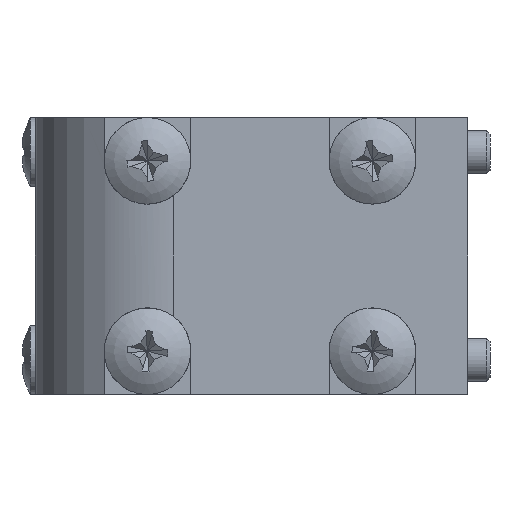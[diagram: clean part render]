
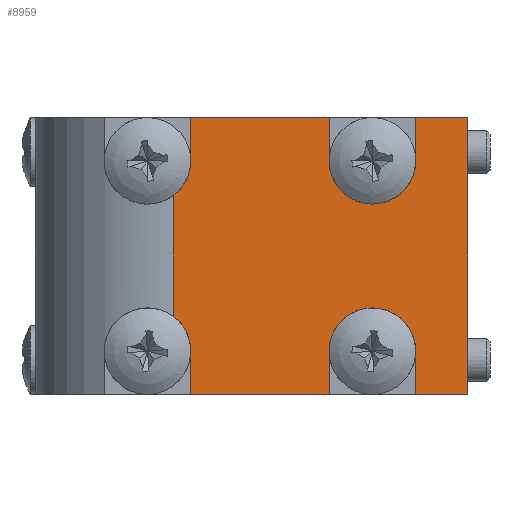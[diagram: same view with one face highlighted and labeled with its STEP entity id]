
A CAD part, left-side view. The second image highlights one B-rep face of the part: STEP entity #8959.
In plain terms, the highlighted planar face has unit normal (-1, 0, 0).
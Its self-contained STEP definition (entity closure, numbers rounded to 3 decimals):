
#346=LINE('',#13125,#736);
#347=LINE('',#13130,#737);
#348=LINE('',#13132,#738);
#349=LINE('',#13134,#739);
#350=LINE('',#13138,#740);
#351=LINE('',#13142,#741);
#352=LINE('',#13144,#742);
#353=LINE('',#13146,#743);
#354=LINE('',#13150,#744);
#355=LINE('',#13152,#745);
#356=LINE('',#13154,#746);
#357=LINE('',#13156,#747);
#736=VECTOR('',#11248,1000.);
#737=VECTOR('',#11251,1000.);
#738=VECTOR('',#11252,1000.);
#739=VECTOR('',#11253,1000.);
#740=VECTOR('',#11256,1000.);
#741=VECTOR('',#11259,1000.);
#742=VECTOR('',#11260,1000.);
#743=VECTOR('',#11261,1000.);
#744=VECTOR('',#11264,1000.);
#745=VECTOR('',#11265,1000.);
#746=VECTOR('',#11266,1000.);
#747=VECTOR('',#11267,1000.);
#1912=ORIENTED_EDGE('',*,*,#3061,.T.);
#1913=ORIENTED_EDGE('',*,*,#3062,.T.);
#1914=ORIENTED_EDGE('',*,*,#3063,.T.);
#1915=ORIENTED_EDGE('',*,*,#3064,.F.);
#1916=ORIENTED_EDGE('',*,*,#3065,.T.);
#1917=ORIENTED_EDGE('',*,*,#3066,.T.);
#1918=ORIENTED_EDGE('',*,*,#3067,.T.);
#1919=ORIENTED_EDGE('',*,*,#3068,.T.);
#1920=ORIENTED_EDGE('',*,*,#3069,.F.);
#1921=ORIENTED_EDGE('',*,*,#3070,.T.);
#1922=ORIENTED_EDGE('',*,*,#3071,.F.);
#1923=ORIENTED_EDGE('',*,*,#3072,.T.);
#1924=ORIENTED_EDGE('',*,*,#3073,.F.);
#1925=ORIENTED_EDGE('',*,*,#3074,.T.);
#1926=ORIENTED_EDGE('',*,*,#3075,.T.);
#1927=ORIENTED_EDGE('',*,*,#3076,.F.);
#3061=EDGE_CURVE('',#3688,#3689,#346,.T.);
#3062=EDGE_CURVE('',#3689,#3690,#4195,.T.);
#3063=EDGE_CURVE('',#3690,#3691,#347,.T.);
#3064=EDGE_CURVE('',#3692,#3691,#348,.T.);
#3065=EDGE_CURVE('',#3692,#3693,#349,.T.);
#3066=EDGE_CURVE('',#3693,#3694,#4196,.T.);
#3067=EDGE_CURVE('',#3694,#3695,#350,.T.);
#3068=EDGE_CURVE('',#3695,#3696,#4197,.T.);
#3069=EDGE_CURVE('',#3697,#3696,#351,.T.);
#3070=EDGE_CURVE('',#3697,#3698,#352,.T.);
#3071=EDGE_CURVE('',#3699,#3698,#353,.T.);
#3072=EDGE_CURVE('',#3699,#3700,#4198,.T.);
#3073=EDGE_CURVE('',#3701,#3700,#354,.T.);
#3074=EDGE_CURVE('',#3701,#3702,#355,.T.);
#3075=EDGE_CURVE('',#3702,#3703,#356,.T.);
#3076=EDGE_CURVE('',#3688,#3703,#357,.T.);
#3688=VERTEX_POINT('',#13126);
#3689=VERTEX_POINT('',#13127);
#3690=VERTEX_POINT('',#13129);
#3691=VERTEX_POINT('',#13131);
#3692=VERTEX_POINT('',#13133);
#3693=VERTEX_POINT('',#13135);
#3694=VERTEX_POINT('',#13137);
#3695=VERTEX_POINT('',#13139);
#3696=VERTEX_POINT('',#13141);
#3697=VERTEX_POINT('',#13143);
#3698=VERTEX_POINT('',#13145);
#3699=VERTEX_POINT('',#13147);
#3700=VERTEX_POINT('',#13149);
#3701=VERTEX_POINT('',#13151);
#3702=VERTEX_POINT('',#13153);
#3703=VERTEX_POINT('',#13155);
#4195=CIRCLE('',#9695,2.505);
#4196=CIRCLE('',#9696,2.505);
#4197=CIRCLE('',#9697,2.505);
#4198=CIRCLE('',#9698,2.505);
#4673=EDGE_LOOP('',(#1912,#1913,#1914,#1915,#1916,#1917,#1918,#1919,#1920,
#1921,#1922,#1923,#1924,#1925,#1926,#1927));
#5313=FACE_BOUND('',#4673,.T.);
#5842=PLANE('',#9694);
#8959=ADVANCED_FACE('',(#5313),#5842,.F.);
#9694=AXIS2_PLACEMENT_3D('',#13124,#11246,#11247);
#9695=AXIS2_PLACEMENT_3D('',#13128,#11249,#11250);
#9696=AXIS2_PLACEMENT_3D('',#13136,#11254,#11255);
#9697=AXIS2_PLACEMENT_3D('',#13140,#11257,#11258);
#9698=AXIS2_PLACEMENT_3D('',#13148,#11262,#11263);
#11246=DIRECTION('',(1.,0.,0.));
#11247=DIRECTION('',(0.,-1.,0.));
#11248=DIRECTION('',(0.,0.,-1.));
#11249=DIRECTION('',(1.,0.,0.));
#11250=DIRECTION('',(0.,1.,0.));
#11251=DIRECTION('',(0.,0.,1.));
#11252=DIRECTION('',(0.,-1.,0.));
#11253=DIRECTION('',(0.,0.,-1.));
#11254=DIRECTION('',(1.,0.,0.));
#11255=DIRECTION('',(0.,1.,0.));
#11256=DIRECTION('',(0.,0.,-1.));
#11257=DIRECTION('',(1.,0.,0.));
#11258=DIRECTION('',(0.,1.,0.));
#11259=DIRECTION('',(0.,0.,1.));
#11260=DIRECTION('',(0.,-1.,0.));
#11261=DIRECTION('',(0.,0.,-1.));
#11262=DIRECTION('',(1.,0.,0.));
#11263=DIRECTION('',(0.,1.,0.));
#11264=DIRECTION('',(0.,0.,1.));
#11265=DIRECTION('',(0.,-1.,0.));
#11266=DIRECTION('',(0.,0.,1.));
#11267=DIRECTION('',(0.,-1.,0.));
#13124=CARTESIAN_POINT('',(-72.5,13.5,8.));
#13125=CARTESIAN_POINT('',(-72.5,-8.505,8.));
#13126=CARTESIAN_POINT('',(-72.5,-8.505,8.));
#13127=CARTESIAN_POINT('',(-72.5,-8.505,5.5));
#13128=CARTESIAN_POINT('',(-72.5,-6.,5.5));
#13129=CARTESIAN_POINT('',(-72.5,-3.495,5.5));
#13130=CARTESIAN_POINT('',(-72.5,-3.495,5.5));
#13131=CARTESIAN_POINT('',(-72.5,-3.495,8.));
#13132=CARTESIAN_POINT('',(-72.5,13.5,8.));
#13133=CARTESIAN_POINT('',(-72.5,4.495,8.));
#13134=CARTESIAN_POINT('',(-72.5,4.495,8.));
#13135=CARTESIAN_POINT('',(-72.5,4.495,5.5));
#13136=CARTESIAN_POINT('',(-72.5,7.,5.5));
#13137=CARTESIAN_POINT('',(-72.5,5.5,3.494));
#13138=CARTESIAN_POINT('',(-72.5,5.5,8.));
#13139=CARTESIAN_POINT('',(-72.5,5.5,-3.494));
#13140=CARTESIAN_POINT('',(-72.5,7.,-5.5));
#13141=CARTESIAN_POINT('',(-72.5,4.495,-5.5));
#13142=CARTESIAN_POINT('',(-72.5,4.495,-8.));
#13143=CARTESIAN_POINT('',(-72.5,4.495,-8.));
#13144=CARTESIAN_POINT('',(-72.5,13.5,-8.));
#13145=CARTESIAN_POINT('',(-72.5,-3.495,-8.));
#13146=CARTESIAN_POINT('',(-72.5,-3.495,-5.5));
#13147=CARTESIAN_POINT('',(-72.5,-3.495,-5.5));
#13148=CARTESIAN_POINT('',(-72.5,-6.,-5.5));
#13149=CARTESIAN_POINT('',(-72.5,-8.505,-5.5));
#13150=CARTESIAN_POINT('',(-72.5,-8.505,-8.));
#13151=CARTESIAN_POINT('',(-72.5,-8.505,-8.));
#13152=CARTESIAN_POINT('',(-72.5,13.5,-8.));
#13153=CARTESIAN_POINT('',(-72.5,-11.5,-8.));
#13154=CARTESIAN_POINT('',(-72.5,-11.5,-8.));
#13155=CARTESIAN_POINT('',(-72.5,-11.5,8.));
#13156=CARTESIAN_POINT('',(-72.5,13.5,8.));
